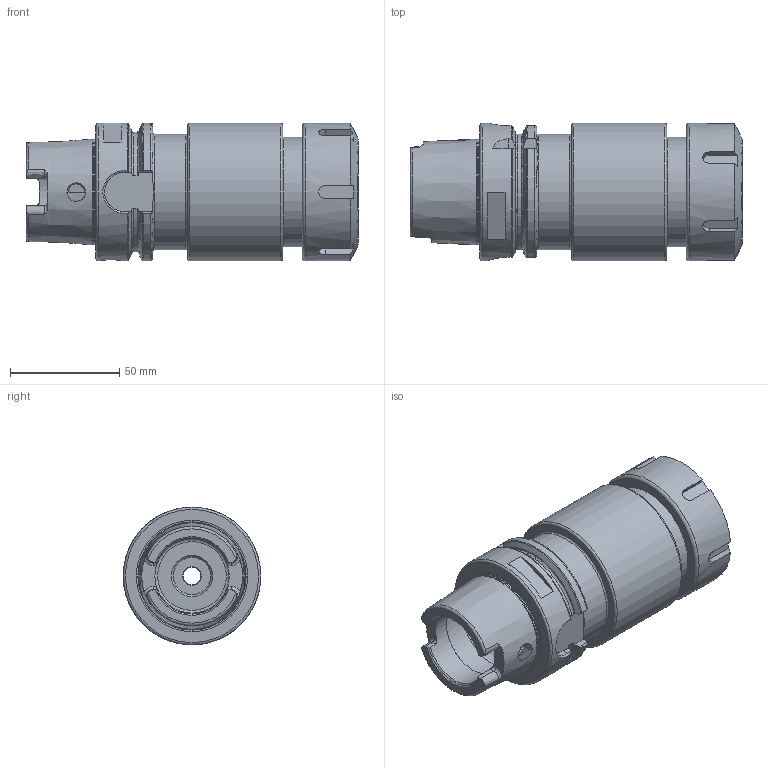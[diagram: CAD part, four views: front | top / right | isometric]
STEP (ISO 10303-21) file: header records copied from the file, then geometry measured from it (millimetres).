
FILE_DESCRIPTION(/* description */ (''),/* implementation_level */ '2;1');
FILE_NAME(/* name */ 'HSK063A-ER40-120.stp',/* time_stamp */ '2019-05-29T08:19:42-05:00',/* author */ ('ldfli'),/* organization */ (''),/* preprocessor_version */ 'ST-DEVELOPER v18',/* originating_system */ 'Autodesk Inventor LT',/* authorisation */ '');
FILE_SCHEMA (('AUTOMOTIVE_DESIGN { 1 0 10303 214 3 1 1 }'));
Length unit declared in the file: millimetre
Products named in the file (1): HSK063A-ER40-120
Bounding box: 152 x 63 x 63 mm (x, y, z)
Volume: 264240.4 mm3; surface area: 58551.5 mm2
Topology: 2 solids, 2 shells, 187 faces, 557 edges, 387 vertices
Faces by surface type: plane 74, cylinder 41, torus 32, cone 27, bspline 13
Full cylindrical faces by diameter (mm): 7.5 x2, 8 x1, 10 x1, 14 x1, 17 x1, 19 x1, 26.848 x1, 30.5 x1, 33.32 x1, 34 x2, 37.47 x1, 40 x1, 42 x1, 48.241 x1, 48.5 x1, 50 x1, 51.76 x1, 52.8 x1, 63 x3
Entity records: 7988 total; most frequent: CARTESIAN_POINT 3019, ORIENTED_EDGE 1118, DIRECTION 985, EDGE_CURVE 559, AXIS2_PLACEMENT_3D 414, VERTEX_POINT 389, CIRCLE 240, EDGE_LOOP 206
